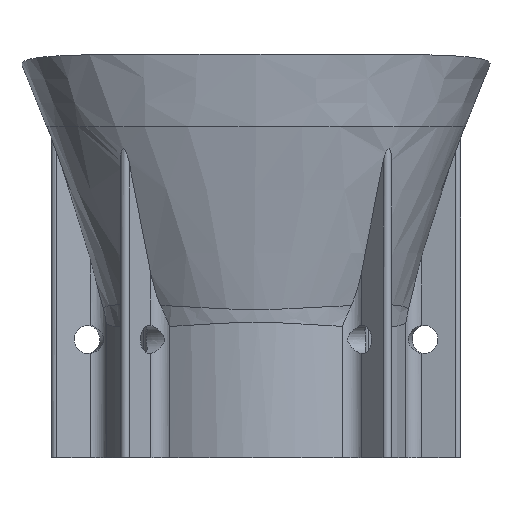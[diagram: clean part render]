
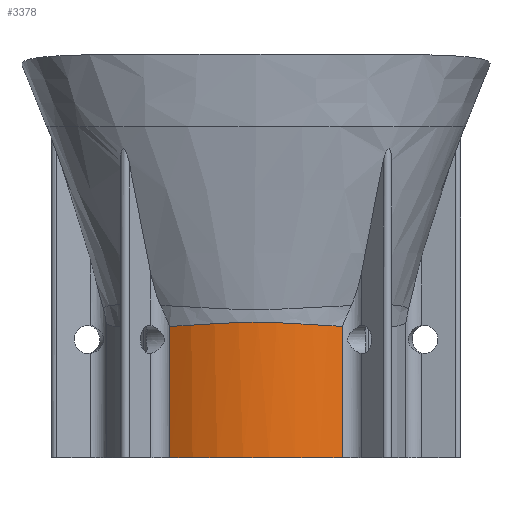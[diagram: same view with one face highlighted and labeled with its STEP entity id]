
A CAD part, front view. The second image highlights one B-rep face of the part: STEP entity #3378.
In plain terms, the highlighted cylindrical face has radius 33 mm (diameter 66 mm), a partial arc.
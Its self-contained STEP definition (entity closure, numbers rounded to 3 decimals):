
#176=CIRCLE('',#3558,33.);
#317=FACE_OUTER_BOUND('',#490,.T.);
#490=EDGE_LOOP('',(#2628,#2629,#2630,#2631));
#668=B_SPLINE_CURVE_WITH_KNOTS('',3,(#5996,#5997,#5998,#5999,#6000,#6001,
#6002,#6003,#6004,#6005),.UNSPECIFIED.,.F.,.F.,(4,1,1,2,1,1,4),(-2.117,
-2.044,-1.92,-1.546,-1.286,
-1.026,-0.947),.UNSPECIFIED.);
#974=LINE('',#5951,#1213);
#977=LINE('',#6007,#1216);
#1213=VECTOR('',#4011,10.);
#1216=VECTOR('',#4018,10.);
#1477=VERTEX_POINT('',#5940);
#1479=VERTEX_POINT('',#5950);
#1485=VERTEX_POINT('',#5995);
#1486=VERTEX_POINT('',#6006);
#1926=EDGE_CURVE('',#1477,#1479,#974,.T.);
#1933=EDGE_CURVE('',#1485,#1477,#668,.T.);
#1934=EDGE_CURVE('',#1486,#1485,#977,.T.);
#1935=EDGE_CURVE('',#1486,#1479,#176,.T.);
#2628=ORIENTED_EDGE('',*,*,#1926,.F.);
#2629=ORIENTED_EDGE('',*,*,#1933,.F.);
#2630=ORIENTED_EDGE('',*,*,#1934,.F.);
#2631=ORIENTED_EDGE('',*,*,#1935,.T.);
#3242=CYLINDRICAL_SURFACE('',#3557,33.);
#3378=ADVANCED_FACE('',(#317),#3242,.T.);
#3557=AXIS2_PLACEMENT_3D('',#5994,#4016,#4017);
#3558=AXIS2_PLACEMENT_3D('',#6008,#4019,#4020);
#4011=DIRECTION('',(0.,0.,-1.));
#4016=DIRECTION('center_axis',(0.,0.,1.));
#4017=DIRECTION('ref_axis',(1.,0.,0.));
#4018=DIRECTION('',(0.,0.,1.));
#4019=DIRECTION('center_axis',(0.,0.,1.));
#4020=DIRECTION('ref_axis',(1.,0.,0.));
#5940=CARTESIAN_POINT('',(18.272,-27.48,27.785));
#5950=CARTESIAN_POINT('',(18.272,-27.48,0.));
#5951=CARTESIAN_POINT('',(18.272,-27.48,0.));
#5994=CARTESIAN_POINT('Origin',(0.,0.,0.));
#5995=CARTESIAN_POINT('',(-18.272,-27.48,27.762));
#5996=CARTESIAN_POINT('Ctrl Pts',(-18.272,-27.48,27.762));
#5997=CARTESIAN_POINT('Ctrl Pts',(-17.606,-27.923,27.798));
#5998=CARTESIAN_POINT('Ctrl Pts',(-15.757,-29.058,27.903));
#5999=CARTESIAN_POINT('Ctrl Pts',(-10.055,-31.823,28.25));
#6000=CARTESIAN_POINT('Ctrl Pts',(-4.616,-32.935,28.633));
#6001=CARTESIAN_POINT('Ctrl Pts',(2.405,-33.037,28.667));
#6002=CARTESIAN_POINT('Ctrl Pts',(8.118,-32.377,28.391));
#6003=CARTESIAN_POINT('Ctrl Pts',(14.368,-29.903,27.99));
#6004=CARTESIAN_POINT('Ctrl Pts',(17.55,-27.962,27.821));
#6005=CARTESIAN_POINT('Ctrl Pts',(18.272,-27.48,27.785));
#6006=CARTESIAN_POINT('',(-18.272,-27.48,0.));
#6007=CARTESIAN_POINT('',(-18.272,-27.48,0.));
#6008=CARTESIAN_POINT('Origin',(0.,0.,0.));
